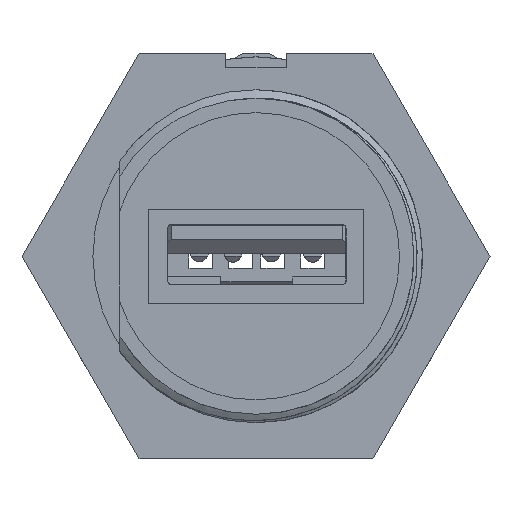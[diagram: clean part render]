
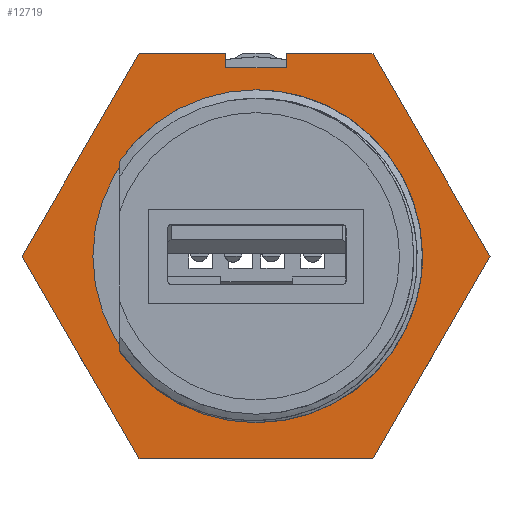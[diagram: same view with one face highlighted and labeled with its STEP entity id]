
A CAD part, left-side view. The second image highlights one B-rep face of the part: STEP entity #12719.
In plain terms, the highlighted face is planar.
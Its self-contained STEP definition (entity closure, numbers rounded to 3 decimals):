
#4833 = CARTESIAN_POINT ( 'NONE',  ( 0., -2.032, 0. ) ) ;
#5380 = AXIS2_PLACEMENT_3D ( 'NONE', #4833, #5813, #5785 ) ;
#5381 = CIRCLE ( 'NONE', #5380, 10.224 ) ;
#5785 = DIRECTION ( 'NONE',  ( 0., 0., 1. ) ) ;
#5813 = DIRECTION ( 'NONE',  ( 0., 1., 0. ) ) ;
#5886 = LINE ( 'NONE', #5919, #5918 ) ;
#5889 = CARTESIAN_POINT ( 'NONE',  ( 7.332, -2.032, 12.7 ) ) ;
#5908 = DIRECTION ( 'NONE',  ( 0.5, 0., -0.866 ) ) ;
#5909 = VECTOR ( 'NONE', #5908, 1000. ) ;
#5914 = CARTESIAN_POINT ( 'NONE',  ( 7.332, -2.032, 12.7 ) ) ;
#5915 = LINE ( 'NONE', #5914, #5909 ) ;
#5916 = CARTESIAN_POINT ( 'NONE',  ( -1.905, -2.032, 12.7 ) ) ;
#5917 = DIRECTION ( 'NONE',  ( -0.5, 0., -0.866 ) ) ;
#5918 = VECTOR ( 'NONE', #5917, 1000. ) ;
#5919 = CARTESIAN_POINT ( 'NONE',  ( 14.665, -2.032, 0. ) ) ;
#5945 = DIRECTION ( 'NONE',  ( 1., 0., 0. ) ) ;
#5957 = LINE ( 'NONE', #5966, #6035 ) ;
#5965 = DIRECTION ( 'NONE',  ( -1., 0., 0. ) ) ;
#5966 = CARTESIAN_POINT ( 'NONE',  ( 1.905, -2.032, 11.811 ) ) ;
#6022 = VECTOR ( 'NONE', #5945, 1000. ) ;
#6023 = CARTESIAN_POINT ( 'NONE',  ( -7.332, -2.032, 12.7 ) ) ;
#6024 = LINE ( 'NONE', #6023, #6022 ) ;
#6030 = DIRECTION ( 'NONE',  ( -0.5, 0., 0.866 ) ) ;
#6031 = VECTOR ( 'NONE', #6030, 1000. ) ;
#6032 = CARTESIAN_POINT ( 'NONE',  ( -7.332, -2.032, -12.7 ) ) ;
#6033 = LINE ( 'NONE', #6032, #6031 ) ;
#6035 = VECTOR ( 'NONE', #5965, 1000. ) ;
#6036 = CARTESIAN_POINT ( 'NONE',  ( 1.905, -2.032, 12.7 ) ) ;
#6040 = VECTOR ( 'NONE', #6148, 1000. ) ;
#6043 = CARTESIAN_POINT ( 'NONE',  ( -7.332, -2.032, 12.7 ) ) ;
#6044 = CARTESIAN_POINT ( 'NONE',  ( 1.905, -2.032, 12.7 ) ) ;
#6045 = LINE ( 'NONE', #6044, #6040 ) ;
#6054 = DIRECTION ( 'NONE',  ( 0., 0., 1. ) ) ;
#6055 = VECTOR ( 'NONE', #6054, 1000. ) ;
#6056 = CARTESIAN_POINT ( 'NONE',  ( -1.905, -2.032, 12.7 ) ) ;
#6057 = LINE ( 'NONE', #6056, #6055 ) ;
#6083 = LINE ( 'NONE', #6249, #6248 ) ;
#6089 = CARTESIAN_POINT ( 'NONE',  ( 1.905, -2.032, 11.811 ) ) ;
#6107 = CARTESIAN_POINT ( 'NONE',  ( -14.665, -2.032, 0. ) ) ;
#6108 = CARTESIAN_POINT ( 'NONE',  ( 14.665, -2.032, 0. ) ) ;
#6113 = LINE ( 'NONE', #6190, #6114 ) ;
#6114 = VECTOR ( 'NONE', #6189, 1000. ) ;
#6116 = CARTESIAN_POINT ( 'NONE',  ( 7.332, -2.032, -12.7 ) ) ;
#6138 = CARTESIAN_POINT ( 'NONE',  ( 7.332, -2.032, -12.7 ) ) ;
#6139 = LINE ( 'NONE', #6138, #6257 ) ;
#6148 = DIRECTION ( 'NONE',  ( 0., 0., -1. ) ) ;
#6178 = CARTESIAN_POINT ( 'NONE',  ( -7.332, -2.032, -12.7 ) ) ;
#6185 = FACE_BOUND ( 'NONE', #12809, .T. ) ;
#6189 = DIRECTION ( 'NONE',  ( 0.5, 0., 0.866 ) ) ;
#6190 = CARTESIAN_POINT ( 'NONE',  ( -14.665, -2.032, 0. ) ) ;
#6197 = DIRECTION ( 'NONE',  ( 0., 0., 1. ) ) ;
#6198 = DIRECTION ( 'NONE',  ( 0., 1., 0. ) ) ;
#6199 = CARTESIAN_POINT ( 'NONE',  ( 14.665, -2.032, 0. ) ) ;
#6200 = AXIS2_PLACEMENT_3D ( 'NONE', #6199, #6198, #6197 ) ;
#6201 = PLANE ( 'NONE',  #6200 ) ;
#6203 = FACE_OUTER_BOUND ( 'NONE', #12715, .T. ) ;
#6223 = CARTESIAN_POINT ( 'NONE',  ( 0., -2.032, 10.224 ) ) ;
#6230 = CARTESIAN_POINT ( 'NONE',  ( 0., -2.032, -10.224 ) ) ;
#6247 = DIRECTION ( 'NONE',  ( 1., 0., 0. ) ) ;
#6248 = VECTOR ( 'NONE', #6247, 1000. ) ;
#6249 = CARTESIAN_POINT ( 'NONE',  ( -7.332, -2.032, 12.7 ) ) ;
#6250 = DIRECTION ( 'NONE',  ( 0., 0., 1. ) ) ;
#6251 = DIRECTION ( 'NONE',  ( 0., 1., 0. ) ) ;
#6256 = DIRECTION ( 'NONE',  ( -1., 0., 0. ) ) ;
#6257 = VECTOR ( 'NONE', #6256, 1000. ) ;
#6258 = CARTESIAN_POINT ( 'NONE',  ( 0., -2.032, 0. ) ) ;
#6259 = AXIS2_PLACEMENT_3D ( 'NONE', #6258, #6251, #6250 ) ;
#6261 = CIRCLE ( 'NONE', #6259, 10.224 ) ;
#6263 = CARTESIAN_POINT ( 'NONE',  ( -1.905, -2.032, 11.811 ) ) ;
#12655 = EDGE_CURVE ( 'NONE', #12732, #12733, #5886, .T. ) ;
#12657 = ORIENTED_EDGE ( 'NONE', *, *, #12846, .T. ) ;
#12658 = EDGE_CURVE ( 'NONE', #12697, #12732, #5915, .T. ) ;
#12666 = VERTEX_POINT ( 'NONE', #5916 ) ;
#12667 = ORIENTED_EDGE ( 'NONE', *, *, #12778, .T. ) ;
#12668 = EDGE_CURVE ( 'NONE', #12807, #12806, #5957, .T. ) ;
#12669 = EDGE_CURVE ( 'NONE', #12764, #12734, #6033, .T. ) ;
#12670 = ORIENTED_EDGE ( 'NONE', *, *, #12669, .F. ) ;
#12692 = VERTEX_POINT ( 'NONE', #6036 ) ;
#12695 = EDGE_CURVE ( 'NONE', #12692, #12697, #6024, .T. ) ;
#12697 = VERTEX_POINT ( 'NONE', #5889 ) ;
#12715 = EDGE_LOOP ( 'NONE', ( #12781, #12667, #12808, #12766, #12720, #12765, #12670, #12730, #12810, #12813 ) ) ;
#12719 = ADVANCED_FACE ( 'NONE', ( #6203, #6185 ), #6201, .F. ) ;
#12720 = ORIENTED_EDGE ( 'NONE', *, *, #12815, .F. ) ;
#12730 = ORIENTED_EDGE ( 'NONE', *, *, #12811, .F. ) ;
#12731 = EDGE_CURVE ( 'NONE', #12734, #12780, #6113, .T. ) ;
#12732 = VERTEX_POINT ( 'NONE', #6108 ) ;
#12733 = VERTEX_POINT ( 'NONE', #6116 ) ;
#12734 = VERTEX_POINT ( 'NONE', #6107 ) ;
#12736 = ORIENTED_EDGE ( 'NONE', *, *, #12812, .T. ) ;
#12764 = VERTEX_POINT ( 'NONE', #6178 ) ;
#12765 = ORIENTED_EDGE ( 'NONE', *, *, #12731, .F. ) ;
#12766 = ORIENTED_EDGE ( 'NONE', *, *, #12767, .T. ) ;
#12767 = EDGE_CURVE ( 'NONE', #12806, #12666, #6057, .T. ) ;
#12778 = EDGE_CURVE ( 'NONE', #12692, #12807, #6045, .T. ) ;
#12780 = VERTEX_POINT ( 'NONE', #6043 ) ;
#12781 = ORIENTED_EDGE ( 'NONE', *, *, #12695, .F. ) ;
#12806 = VERTEX_POINT ( 'NONE', #6263 ) ;
#12807 = VERTEX_POINT ( 'NONE', #6089 ) ;
#12808 = ORIENTED_EDGE ( 'NONE', *, *, #12668, .T. ) ;
#12809 = EDGE_LOOP ( 'NONE', ( #12657, #12736 ) ) ;
#12810 = ORIENTED_EDGE ( 'NONE', *, *, #12655, .F. ) ;
#12811 = EDGE_CURVE ( 'NONE', #12733, #12764, #6139, .T. ) ;
#12812 = EDGE_CURVE ( 'NONE', #12844, #12841, #6261, .T. ) ;
#12813 = ORIENTED_EDGE ( 'NONE', *, *, #12658, .F. ) ;
#12815 = EDGE_CURVE ( 'NONE', #12780, #12666, #6083, .T. ) ;
#12841 = VERTEX_POINT ( 'NONE', #6230 ) ;
#12844 = VERTEX_POINT ( 'NONE', #6223 ) ;
#12846 = EDGE_CURVE ( 'NONE', #12841, #12844, #5381, .T. ) ;
